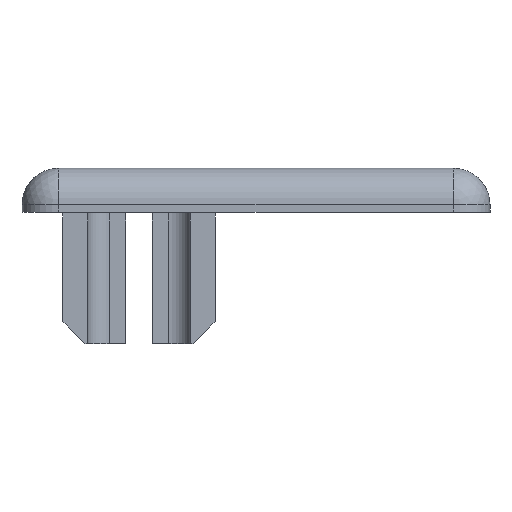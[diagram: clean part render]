
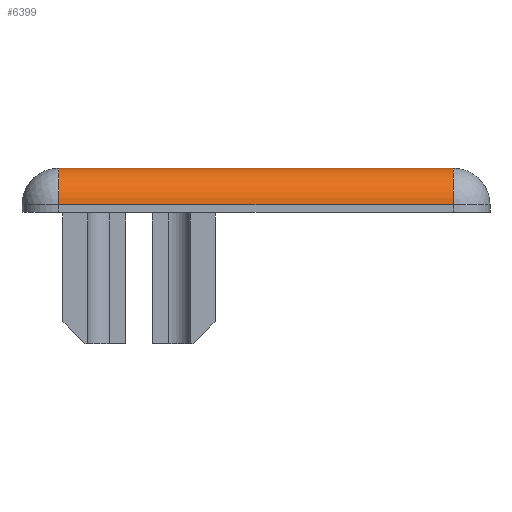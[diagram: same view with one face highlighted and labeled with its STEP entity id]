
A CAD part, front view. The second image highlights one B-rep face of the part: STEP entity #6399.
In plain terms, the highlighted cylindrical face has radius 2.5 mm (diameter 5 mm), a partial arc.
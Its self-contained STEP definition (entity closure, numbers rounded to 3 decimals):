
#175=CIRCLE('',#6824,2.5);
#176=CIRCLE('',#6825,2.5);
#234=CYLINDRICAL_SURFACE('',#6823,2.5);
#622=FACE_OUTER_BOUND('',#993,.T.);
#993=EDGE_LOOP('',(#5624,#5625,#5626,#5627));
#1446=LINE('',#10464,#2103);
#1655=LINE('',#11017,#2312);
#2103=VECTOR('',#7666,10.);
#2312=VECTOR('',#8275,10.);
#2859=VERTEX_POINT('',#10461);
#2860=VERTEX_POINT('',#10463);
#3003=VERTEX_POINT('',#11014);
#3004=VERTEX_POINT('',#11016);
#3609=EDGE_CURVE('',#2860,#2859,#1446,.T.);
#3879=EDGE_CURVE('',#2859,#3003,#175,.T.);
#3880=EDGE_CURVE('',#3003,#3004,#1655,.T.);
#3881=EDGE_CURVE('',#3004,#2860,#176,.T.);
#5624=ORIENTED_EDGE('',*,*,#3879,.T.);
#5625=ORIENTED_EDGE('',*,*,#3880,.T.);
#5626=ORIENTED_EDGE('',*,*,#3881,.T.);
#5627=ORIENTED_EDGE('',*,*,#3609,.T.);
#6399=ADVANCED_FACE('',(#622),#234,.T.);
#6823=AXIS2_PLACEMENT_3D('',#11013,#8271,#8272);
#6824=AXIS2_PLACEMENT_3D('',#11015,#8273,#8274);
#6825=AXIS2_PLACEMENT_3D('',#11018,#8276,#8277);
#7666=DIRECTION('',(-1.,0.,0.));
#8271=DIRECTION('center_axis',(1.,0.,0.));
#8272=DIRECTION('ref_axis',(0.,-0.707,0.707));
#8273=DIRECTION('center_axis',(1.,0.,0.));
#8274=DIRECTION('ref_axis',(0.,0.,1.));
#8275=DIRECTION('',(1.,0.,0.));
#8276=DIRECTION('center_axis',(-1.,0.,0.));
#8277=DIRECTION('ref_axis',(0.,-1.,0.));
#10461=CARTESIAN_POINT('',(-20.,-20.,3.));
#10463=CARTESIAN_POINT('',(7.,-20.,3.));
#10464=CARTESIAN_POINT('',(-13.25,-20.,3.));
#11013=CARTESIAN_POINT('Origin',(-13.25,-20.,0.5));
#11014=CARTESIAN_POINT('',(-20.,-22.5,0.5));
#11015=CARTESIAN_POINT('Origin',(-20.,-20.,0.5));
#11016=CARTESIAN_POINT('',(7.,-22.5,0.5));
#11017=CARTESIAN_POINT('',(-13.25,-22.5,0.5));
#11018=CARTESIAN_POINT('Origin',(7.,-20.,0.5));
